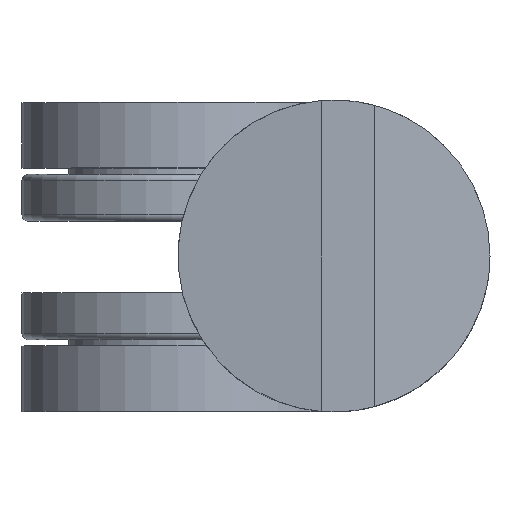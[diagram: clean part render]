
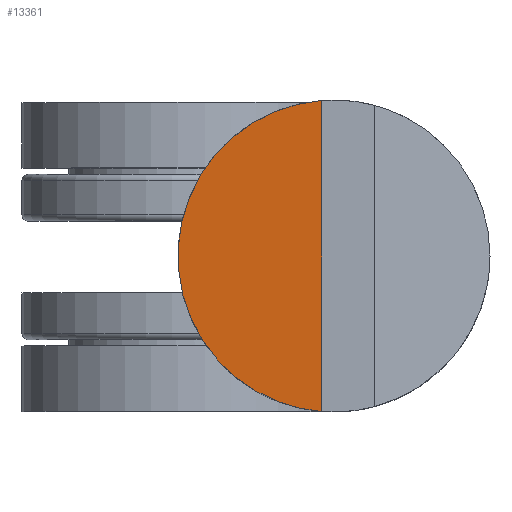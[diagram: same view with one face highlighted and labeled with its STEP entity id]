
A CAD part, top view. The second image highlights one B-rep face of the part: STEP entity #13361.
In plain terms, the highlighted planar face has unit normal (-0.106, 0, 0.994).
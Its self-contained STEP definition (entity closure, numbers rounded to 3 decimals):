
#10425 = VERTEX_POINT('',#10426);
#10426 = CARTESIAN_POINT('',(46.,61.34,205.));
#10433 = EDGE_CURVE('',#10425,#10434,#10436,.T.);
#10434 = VERTEX_POINT('',#10435);
#10435 = CARTESIAN_POINT('',(46.,-38.34,205.));
#10436 = ELLIPSE('',#10437,50.282,50.);
#10437 = AXIS2_PLACEMENT_3D('',#10438,#10439,#10440);
#10438 = CARTESIAN_POINT('',(50.,11.5,205.426));
#10439 = DIRECTION('',(-0.106,0.,0.994));
#10440 = DIRECTION('',(-0.994,0.,-0.106));
#13349 = EDGE_CURVE('',#10425,#10434,#13350,.T.);
#13350 = LINE('',#13351,#13352);
#13351 = CARTESIAN_POINT('',(46.,68.5,205.));
#13352 = VECTOR('',#13353,1.);
#13353 = DIRECTION('',(0.,-1.,0.));
#13361 = ADVANCED_FACE('',(#13362),#13366,.T.);
#13362 = FACE_BOUND('',#13363,.T.);
#13363 = EDGE_LOOP('',(#13364,#13365));
#13364 = ORIENTED_EDGE('',*,*,#13349,.F.);
#13365 = ORIENTED_EDGE('',*,*,#10433,.T.);
#13366 = PLANE('',#13367);
#13367 = AXIS2_PLACEMENT_3D('',#13368,#13369,#13370);
#13368 = CARTESIAN_POINT('',(-1.,68.5,200.));
#13369 = DIRECTION('',(-0.106,0.,0.994));
#13370 = DIRECTION('',(0.994,0.,0.106));
